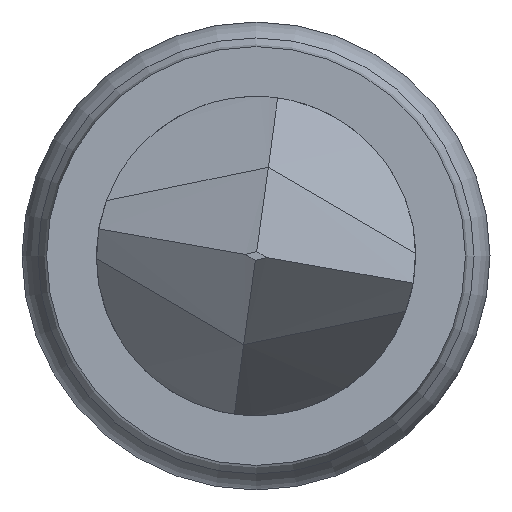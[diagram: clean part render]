
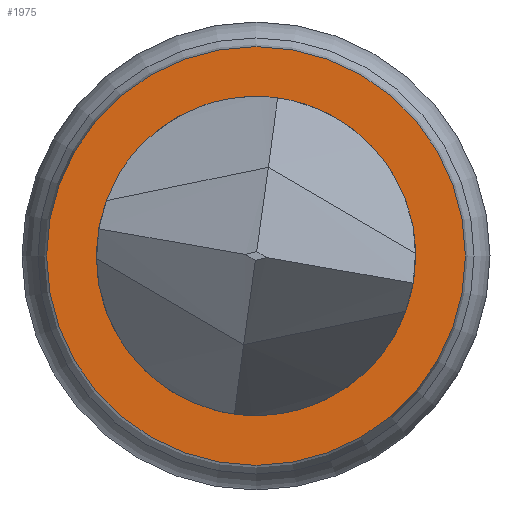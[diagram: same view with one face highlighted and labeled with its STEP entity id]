
A CAD part, left-side view. The second image highlights one B-rep face of the part: STEP entity #1975.
In plain terms, the highlighted planar face has unit normal (-1, 0, 0).
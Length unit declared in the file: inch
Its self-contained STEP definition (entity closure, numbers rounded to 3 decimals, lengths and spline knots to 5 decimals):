
#328 = DIRECTION ( 'NONE',  ( 0., 0., 1. ) ) ;
#405 = DIRECTION ( 'NONE',  ( 0., 0., 1. ) ) ;
#413 = EDGE_CURVE ( 'NONE', #1042, #1042, #1510, .T. ) ;
#414 = DIRECTION ( 'NONE',  ( 0., 0., 1. ) ) ;
#435 = AXIS2_PLACEMENT_3D ( 'NONE', #1812, #1655, #414 ) ;
#572 = DIRECTION ( 'NONE',  ( -1., 0., 0. ) ) ;
#632 = AXIS2_PLACEMENT_3D ( 'NONE', #709, #572, #405 ) ;
#674 = DIRECTION ( 'NONE',  ( -1., 0., 0. ) ) ;
#687 = PLANE ( 'NONE',  #435 ) ;
#709 = CARTESIAN_POINT ( 'NONE',  ( 0., 0., 0. ) ) ;
#778 = CARTESIAN_POINT ( 'NONE',  ( 0., 0., 0. ) ) ;
#798 = EDGE_LOOP ( 'NONE', ( #1668 ) ) ;
#989 = ORIENTED_EDGE ( 'NONE', *, *, #1258, .F. ) ;
#1042 = VERTEX_POINT ( 'NONE', #1201 ) ;
#1132 = EDGE_LOOP ( 'NONE', ( #989 ) ) ;
#1201 = CARTESIAN_POINT ( 'NONE',  ( 0., 0., 0.01378 ) ) ;
#1258 = EDGE_CURVE ( 'NONE', #1639, #1639, #1858, .T. ) ;
#1260 = FACE_BOUND ( 'NONE', #1132, .T. ) ;
#1488 = CARTESIAN_POINT ( 'NONE',  ( 0., 0., 0.0105 ) ) ;
#1510 = CIRCLE ( 'NONE', #632, 0.01378 ) ;
#1639 = VERTEX_POINT ( 'NONE', #1488 ) ;
#1655 = DIRECTION ( 'NONE',  ( -1., 0., 0. ) ) ;
#1668 = ORIENTED_EDGE ( 'NONE', *, *, #413, .T. ) ;
#1725 = FACE_OUTER_BOUND ( 'NONE', #798, .T. ) ;
#1760 = AXIS2_PLACEMENT_3D ( 'NONE', #778, #674, #328 ) ;
#1812 = CARTESIAN_POINT ( 'NONE',  ( 0., 0.0129, 0. ) ) ;
#1858 = CIRCLE ( 'NONE', #1760, 0.0105 ) ;
#1975 = ADVANCED_FACE ( 'NONE', ( #1260, #1725 ), #687, .T. ) ;
